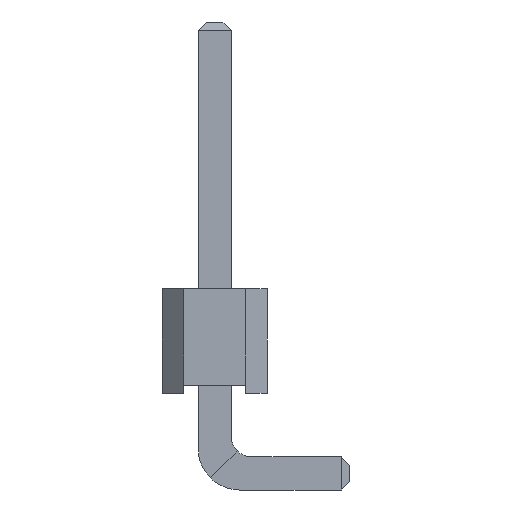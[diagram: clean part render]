
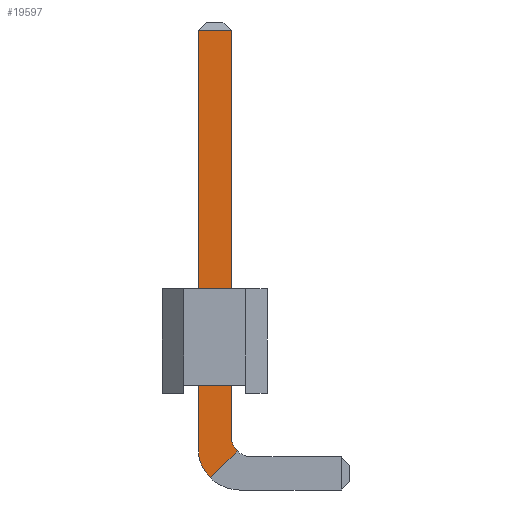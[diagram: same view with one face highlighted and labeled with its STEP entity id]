
A CAD part, front view. The second image highlights one B-rep face of the part: STEP entity #19597.
In plain terms, the highlighted planar face has unit normal (0, -1, 0).
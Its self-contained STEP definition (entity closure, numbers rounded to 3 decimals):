
#18854 = PLANE('',#18855);
#18855 = AXIS2_PLACEMENT_3D('',#18856,#18857,#18858);
#18856 = CARTESIAN_POINT('',(0.4,-37.7,9.));
#18857 = DIRECTION('',(1.,0.,0.));
#18858 = DIRECTION('',(0.,-1.,0.));
#18887 = CYLINDRICAL_SURFACE('',#18888,0.5);
#18888 = AXIS2_PLACEMENT_3D('',#18889,#18890,#18891);
#18889 = CARTESIAN_POINT('',(0.9,-37.7,-1.04));
#18890 = DIRECTION('',(0.,-1.,0.));
#18891 = DIRECTION('',(-1.,0.,0.));
#18948 = CYLINDRICAL_SURFACE('',#18949,1.);
#18949 = AXIS2_PLACEMENT_3D('',#18950,#18951,#18952);
#18950 = CARTESIAN_POINT('',(0.6,-37.7,-1.34));
#18951 = DIRECTION('',(-0.,-1.,0.));
#18952 = DIRECTION('',(-1.,0.,0.));
#18976 = PLANE('',#18977);
#18977 = AXIS2_PLACEMENT_3D('',#18978,#18979,#18980);
#18978 = CARTESIAN_POINT('',(-0.4,-38.5,9.));
#18979 = DIRECTION('',(-1.,0.,0.));
#18980 = DIRECTION('',(0.,1.,0.));
#19019 = VERTEX_POINT('',#19020);
#19020 = CARTESIAN_POINT('',(0.4,-38.5,8.8));
#19046 = EDGE_CURVE('',#19019,#19047,#19049,.T.);
#19047 = VERTEX_POINT('',#19048);
#19048 = CARTESIAN_POINT('',(0.4,-38.5,-1.04));
#19049 = SURFACE_CURVE('',#19050,(#19054,#19061),.PCURVE_S1.);
#19050 = LINE('',#19051,#19052);
#19051 = CARTESIAN_POINT('',(0.4,-38.5,9.));
#19052 = VECTOR('',#19053,1.);
#19053 = DIRECTION('',(0.,0.,-1.));
#19054 = PCURVE('',#18854,#19055);
#19055 = DEFINITIONAL_REPRESENTATION('',(#19056),#19060);
#19056 = LINE('',#19057,#19058);
#19057 = CARTESIAN_POINT('',(0.8,0.));
#19058 = VECTOR('',#19059,1.);
#19059 = DIRECTION('',(0.,1.));
#19060 = ( GEOMETRIC_REPRESENTATION_CONTEXT(2) 
PARAMETRIC_REPRESENTATION_CONTEXT() REPRESENTATION_CONTEXT('2D SPACE',''
  ) );
#19061 = PCURVE('',#19062,#19067);
#19062 = PLANE('',#19063);
#19063 = AXIS2_PLACEMENT_3D('',#19064,#19065,#19066);
#19064 = CARTESIAN_POINT('',(0.4,-38.5,9.));
#19065 = DIRECTION('',(-0.,-1.,0.));
#19066 = DIRECTION('',(-1.,0.,0.));
#19067 = DEFINITIONAL_REPRESENTATION('',(#19068),#19072);
#19068 = LINE('',#19069,#19070);
#19069 = CARTESIAN_POINT('',(0.,0.));
#19070 = VECTOR('',#19071,1.);
#19071 = DIRECTION('',(0.,1.));
#19072 = ( GEOMETRIC_REPRESENTATION_CONTEXT(2) 
PARAMETRIC_REPRESENTATION_CONTEXT() REPRESENTATION_CONTEXT('2D SPACE',''
  ) );
#19237 = VERTEX_POINT('',#19238);
#19238 = CARTESIAN_POINT('',(0.546,-38.5,-1.394));
#19253 = PLANE('',#19254);
#19254 = AXIS2_PLACEMENT_3D('',#19255,#19256,#19257);
#19255 = CARTESIAN_POINT('',(0.,-38.5,-1.54));
#19256 = DIRECTION('',(0.,-1.,0.));
#19257 = DIRECTION('',(0.,0.,-1.));
#19265 = EDGE_CURVE('',#19047,#19237,#19266,.T.);
#19266 = SURFACE_CURVE('',#19267,(#19272,#19279),.PCURVE_S1.);
#19267 = CIRCLE('',#19268,0.5);
#19268 = AXIS2_PLACEMENT_3D('',#19269,#19270,#19271);
#19269 = CARTESIAN_POINT('',(0.9,-38.5,-1.04));
#19270 = DIRECTION('',(0.,-1.,0.));
#19271 = DIRECTION('',(0.,0.,-1.));
#19272 = PCURVE('',#18887,#19273);
#19273 = DEFINITIONAL_REPRESENTATION('',(#19274),#19278);
#19274 = LINE('',#19275,#19276);
#19275 = CARTESIAN_POINT('',(-4.712,0.8));
#19276 = VECTOR('',#19277,1.);
#19277 = DIRECTION('',(1.,0.));
#19278 = ( GEOMETRIC_REPRESENTATION_CONTEXT(2) 
PARAMETRIC_REPRESENTATION_CONTEXT() REPRESENTATION_CONTEXT('2D SPACE',''
  ) );
#19279 = PCURVE('',#19062,#19280);
#19280 = DEFINITIONAL_REPRESENTATION('',(#19281),#19285);
#19281 = CIRCLE('',#19282,0.5);
#19282 = AXIS2_PLACEMENT_2D('',#19283,#19284);
#19283 = CARTESIAN_POINT('',(-0.5,10.04));
#19284 = DIRECTION('',(0.,1.));
#19285 = ( GEOMETRIC_REPRESENTATION_CONTEXT(2) 
PARAMETRIC_REPRESENTATION_CONTEXT() REPRESENTATION_CONTEXT('2D SPACE',''
  ) );
#19291 = EDGE_CURVE('',#19292,#19294,#19296,.T.);
#19292 = VERTEX_POINT('',#19293);
#19293 = CARTESIAN_POINT('',(-0.4,-38.5,8.8));
#19294 = VERTEX_POINT('',#19295);
#19295 = CARTESIAN_POINT('',(-0.4,-38.5,-1.34));
#19296 = SURFACE_CURVE('',#19297,(#19301,#19308),.PCURVE_S1.);
#19297 = LINE('',#19298,#19299);
#19298 = CARTESIAN_POINT('',(-0.4,-38.5,9.));
#19299 = VECTOR('',#19300,1.);
#19300 = DIRECTION('',(0.,0.,-1.));
#19301 = PCURVE('',#18976,#19302);
#19302 = DEFINITIONAL_REPRESENTATION('',(#19303),#19307);
#19303 = LINE('',#19304,#19305);
#19304 = CARTESIAN_POINT('',(0.,0.));
#19305 = VECTOR('',#19306,1.);
#19306 = DIRECTION('',(0.,1.));
#19307 = ( GEOMETRIC_REPRESENTATION_CONTEXT(2) 
PARAMETRIC_REPRESENTATION_CONTEXT() REPRESENTATION_CONTEXT('2D SPACE',''
  ) );
#19308 = PCURVE('',#19062,#19309);
#19309 = DEFINITIONAL_REPRESENTATION('',(#19310),#19314);
#19310 = LINE('',#19311,#19312);
#19311 = CARTESIAN_POINT('',(0.8,0.));
#19312 = VECTOR('',#19313,1.);
#19313 = DIRECTION('',(0.,1.));
#19314 = ( GEOMETRIC_REPRESENTATION_CONTEXT(2) 
PARAMETRIC_REPRESENTATION_CONTEXT() REPRESENTATION_CONTEXT('2D SPACE',''
  ) );
#19498 = VERTEX_POINT('',#19499);
#19499 = CARTESIAN_POINT('',(-0.107,-38.5,-2.047));
#19521 = EDGE_CURVE('',#19294,#19498,#19522,.T.);
#19522 = SURFACE_CURVE('',#19523,(#19528,#19535),.PCURVE_S1.);
#19523 = CIRCLE('',#19524,1.);
#19524 = AXIS2_PLACEMENT_3D('',#19525,#19526,#19527);
#19525 = CARTESIAN_POINT('',(0.6,-38.5,-1.34));
#19526 = DIRECTION('',(0.,-1.,0.));
#19527 = DIRECTION('',(0.,0.,-1.));
#19528 = PCURVE('',#18948,#19529);
#19529 = DEFINITIONAL_REPRESENTATION('',(#19530),#19534);
#19530 = LINE('',#19531,#19532);
#19531 = CARTESIAN_POINT('',(-4.712,0.8));
#19532 = VECTOR('',#19533,1.);
#19533 = DIRECTION('',(1.,0.));
#19534 = ( GEOMETRIC_REPRESENTATION_CONTEXT(2) 
PARAMETRIC_REPRESENTATION_CONTEXT() REPRESENTATION_CONTEXT('2D SPACE',''
  ) );
#19535 = PCURVE('',#19062,#19536);
#19536 = DEFINITIONAL_REPRESENTATION('',(#19537),#19541);
#19537 = CIRCLE('',#19538,1.);
#19538 = AXIS2_PLACEMENT_2D('',#19539,#19540);
#19539 = CARTESIAN_POINT('',(-0.2,10.34));
#19540 = DIRECTION('',(0.,1.));
#19541 = ( GEOMETRIC_REPRESENTATION_CONTEXT(2) 
PARAMETRIC_REPRESENTATION_CONTEXT() REPRESENTATION_CONTEXT('2D SPACE',''
  ) );
#19565 = PLANE('',#19566);
#19566 = AXIS2_PLACEMENT_3D('',#19567,#19568,#19569);
#19567 = CARTESIAN_POINT('',(0.4,-38.4,8.9));
#19568 = DIRECTION('',(0.,-0.707,0.707
    ));
#19569 = DIRECTION('',(-1.,0.,0.));
#19597 = ADVANCED_FACE('',(#19598),#19062,.T.);
#19598 = FACE_BOUND('',#19599,.T.);
#19599 = EDGE_LOOP('',(#19600,#19601,#19622,#19623,#19624,#19645));
#19600 = ORIENTED_EDGE('',*,*,#19046,.F.);
#19601 = ORIENTED_EDGE('',*,*,#19602,.T.);
#19602 = EDGE_CURVE('',#19019,#19292,#19603,.T.);
#19603 = SURFACE_CURVE('',#19604,(#19608,#19615),.PCURVE_S1.);
#19604 = LINE('',#19605,#19606);
#19605 = CARTESIAN_POINT('',(0.4,-38.5,8.8));
#19606 = VECTOR('',#19607,1.);
#19607 = DIRECTION('',(-1.,0.,0.));
#19608 = PCURVE('',#19062,#19609);
#19609 = DEFINITIONAL_REPRESENTATION('',(#19610),#19614);
#19610 = LINE('',#19611,#19612);
#19611 = CARTESIAN_POINT('',(0.,0.2));
#19612 = VECTOR('',#19613,1.);
#19613 = DIRECTION('',(1.,0.));
#19614 = ( GEOMETRIC_REPRESENTATION_CONTEXT(2) 
PARAMETRIC_REPRESENTATION_CONTEXT() REPRESENTATION_CONTEXT('2D SPACE',''
  ) );
#19615 = PCURVE('',#19565,#19616);
#19616 = DEFINITIONAL_REPRESENTATION('',(#19617),#19621);
#19617 = LINE('',#19618,#19619);
#19618 = CARTESIAN_POINT('',(0.,0.141));
#19619 = VECTOR('',#19620,1.);
#19620 = DIRECTION('',(1.,0.));
#19621 = ( GEOMETRIC_REPRESENTATION_CONTEXT(2) 
PARAMETRIC_REPRESENTATION_CONTEXT() REPRESENTATION_CONTEXT('2D SPACE',''
  ) );
#19622 = ORIENTED_EDGE('',*,*,#19291,.T.);
#19623 = ORIENTED_EDGE('',*,*,#19521,.T.);
#19624 = ORIENTED_EDGE('',*,*,#19625,.F.);
#19625 = EDGE_CURVE('',#19237,#19498,#19626,.T.);
#19626 = SURFACE_CURVE('',#19627,(#19631,#19638),.PCURVE_S1.);
#19627 = LINE('',#19628,#19629);
#19628 = CARTESIAN_POINT('',(0.4,-38.5,-1.54));
#19629 = VECTOR('',#19630,1.);
#19630 = DIRECTION('',(-0.707,0.,
    -0.707));
#19631 = PCURVE('',#19062,#19632);
#19632 = DEFINITIONAL_REPRESENTATION('',(#19633),#19637);
#19633 = LINE('',#19634,#19635);
#19634 = CARTESIAN_POINT('',(0.,10.54));
#19635 = VECTOR('',#19636,1.);
#19636 = DIRECTION('',(0.707,0.707));
#19637 = ( GEOMETRIC_REPRESENTATION_CONTEXT(2) 
PARAMETRIC_REPRESENTATION_CONTEXT() REPRESENTATION_CONTEXT('2D SPACE',''
  ) );
#19638 = PCURVE('',#19253,#19639);
#19639 = DEFINITIONAL_REPRESENTATION('',(#19640),#19644);
#19640 = LINE('',#19641,#19642);
#19641 = CARTESIAN_POINT('',(0.,0.4));
#19642 = VECTOR('',#19643,1.);
#19643 = DIRECTION('',(0.707,-0.707));
#19644 = ( GEOMETRIC_REPRESENTATION_CONTEXT(2) 
PARAMETRIC_REPRESENTATION_CONTEXT() REPRESENTATION_CONTEXT('2D SPACE',''
  ) );
#19645 = ORIENTED_EDGE('',*,*,#19265,.F.);
